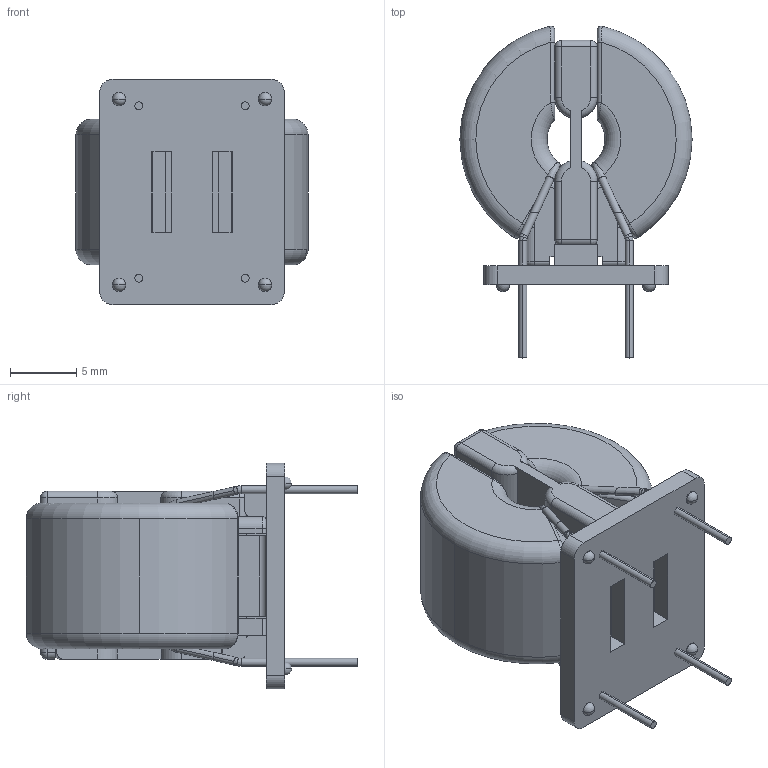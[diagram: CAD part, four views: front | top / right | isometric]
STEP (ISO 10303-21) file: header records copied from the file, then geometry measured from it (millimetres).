
FILE_DESCRIPTION (( 'STEP AP214' ), '1' );
FILE_NAME ('SC-03-10GJ.STEP', '2019-01-30T02:47:49', ( '' ), ( '' ), 'SwSTEP 2.0', 'SolidWorks 2018', '' );
FILE_SCHEMA (( 'AUTOMOTIVE_DESIGN' ));
Length unit declared in the file: millimetre
Products named in the file (1): SC-03-10GJ
Bounding box: 17.5 x 25 x 17 mm (x, y, z)
Volume: 3478.4 mm3; surface area: 4309.1 mm2
Topology: 7 solids, 7 shells, 407 faces, 1102 edges, 690 vertices
Faces by surface type: plane 174, cylinder 133, bspline 40, torus 30, cone 16, sphere 14
Entity records: 18921 total; most frequent: CARTESIAN_POINT 4354, ORIENTED_EDGE 2160, DIRECTION 2040, EDGE_CURVE 1080, AXIS2_PLACEMENT_3D 722, VERTEX_POINT 682, VECTOR 596, LINE 596
